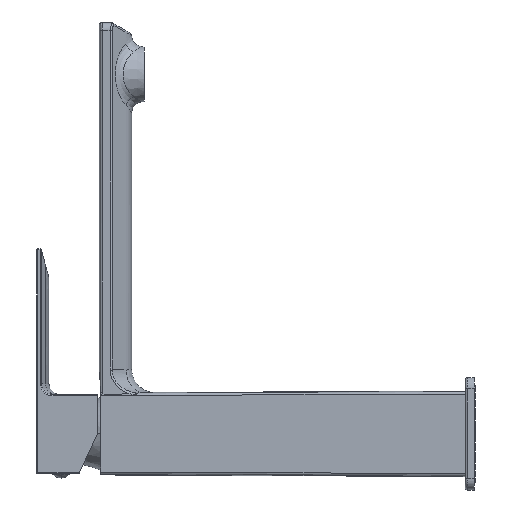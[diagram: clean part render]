
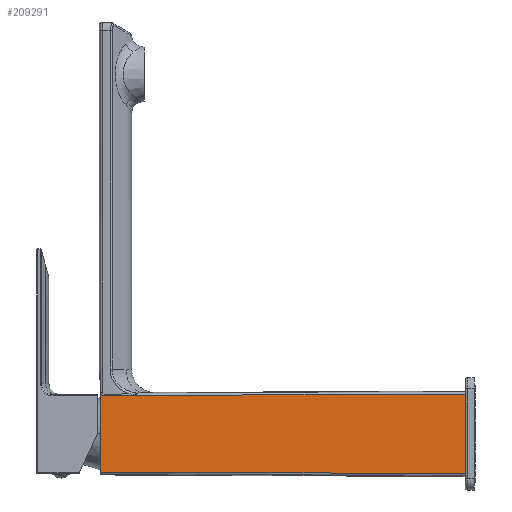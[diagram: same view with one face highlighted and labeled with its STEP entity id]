
A CAD part, left-side view. The second image highlights one B-rep face of the part: STEP entity #209291.
In plain terms, the highlighted planar face has unit normal (-1, 0.005, 0).
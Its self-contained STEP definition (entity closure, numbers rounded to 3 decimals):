
#77589=CARTESIAN_POINT('',(-18.75,0.,-17.69));
#77611=CARTESIAN_POINT('',(-18.001,162.297,
-17.001));
#77633=DIRECTION('',(0.,0.,1.));
#77634=VECTOR('',#77633,35.38);
#77635=CARTESIAN_POINT('',(-18.75,0.,-17.69));
#77636=LINE('',#77635,#77634);
#77637=DIRECTION('',(-0.005,-1.,-0.004));
#77638=VECTOR('',#77637,162.3);
#77639=CARTESIAN_POINT('',(-18.001,162.297,
-17.001));
#77640=LINE('',#77639,#77638);
#77641=DIRECTION('',(0.,0.,1.));
#77642=VECTOR('',#77641,34.009);
#77643=CARTESIAN_POINT('',(-18.001,162.297,
-17.001));
#77644=LINE('',#77643,#77642);
#77645=CARTESIAN_POINT('',(-18.75,0.,17.69));
#77646=CARTESIAN_POINT('',(-18.667,18.034,
17.613));
#77647=CARTESIAN_POINT('',(-18.5,54.101,
17.46));
#77648=CARTESIAN_POINT('',(-18.251,108.2,
17.23));
#77649=CARTESIAN_POINT('',(-18.084,144.265,
17.077));
#77650=CARTESIAN_POINT('',(-18.001,162.297,
17.001));
#77652=CARTESIAN_POINT('',(-18.75,0.,17.69));
#84071=VERTEX_POINT('',#77611);
#84073=CARTESIAN_POINT('',(-18.001,162.297,
17.009));
#84074=VERTEX_POINT('',#84073);
#95182=VERTEX_POINT('',#77652);
#95184=VERTEX_POINT('',#77589);
#209279=CARTESIAN_POINT('',(-17.992,164.297,
-21.754));
#209280=DIRECTION('',(-1.,0.005,0.));
#209281=DIRECTION('',(-0.005,-1.,0.));
#209282=AXIS2_PLACEMENT_3D('',#209279,#209280,#209281);
#209283=PLANE('',#209282);
#209284=ORIENTED_EDGE('',*,*,#95536,.F.);
#209285=ORIENTED_EDGE('',*,*,#209267,.F.);
#209286=ORIENTED_EDGE('',*,*,#95327,.T.);
#209288=ORIENTED_EDGE('',*,*,#209287,.F.);
#209289=EDGE_LOOP('',(#209284,#209285,#209286,#209288));
#209290=FACE_OUTER_BOUND('',#209289,.F.);
#209291=ADVANCED_FACE('',(#209290),#209283,.T.);
#77651=B_SPLINE_CURVE_WITH_KNOTS('',3,(#77645,#77646,#77647,#77648,#77649,
#77650),.UNSPECIFIED.,.F.,.F.,(4,1,1,4),(0.,0.333,
0.667,1.),.UNSPECIFIED.);
#95327=EDGE_CURVE('',#84071,#84074,#77644,.T.);
#95536=EDGE_CURVE('',#95184,#95182,#77636,.T.);
#209267=EDGE_CURVE('',#84071,#95184,#77640,.T.);
#209287=EDGE_CURVE('',#95182,#84074,#77651,.T.);
